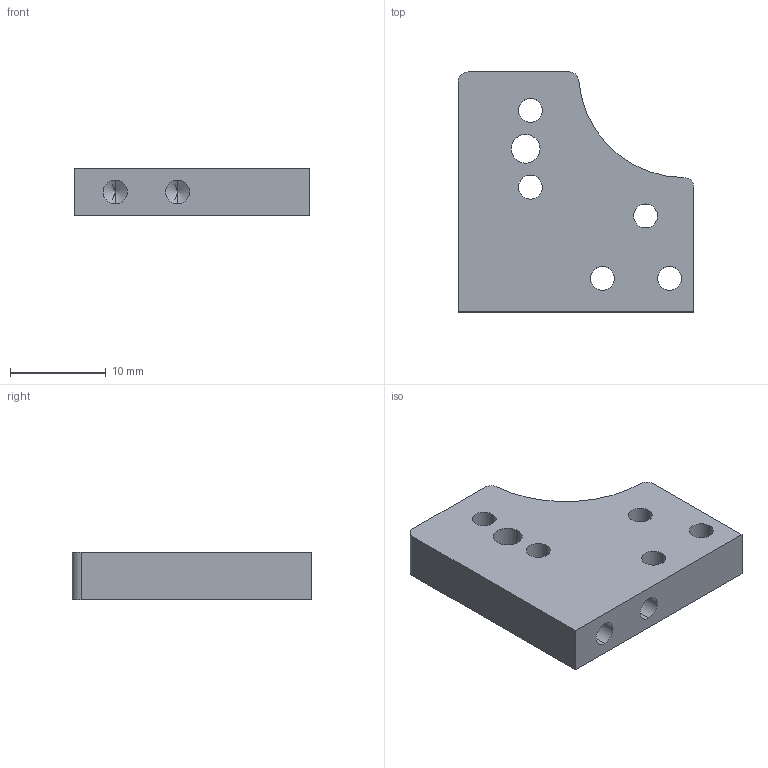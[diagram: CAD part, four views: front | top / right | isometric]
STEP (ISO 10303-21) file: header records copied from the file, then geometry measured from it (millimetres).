
FILE_DESCRIPTION (( 'STEP AP203' ), '1' );
FILE_NAME ('31_Static FrontChip.STEP', '2024-05-02T08:13:44', ( '' ), ( '' ), 'SwSTEP 2.0', 'SolidWorks 2023', '' );
FILE_SCHEMA (( 'CONFIG_CONTROL_DESIGN' ));
Length unit declared in the file: millimetre
Products named in the file (1): 31_Static FrontChip
Bounding box: 24.5 x 25 x 5 mm (x, y, z)
Volume: 2329.5 mm3; surface area: 1721.6 mm2
Topology: 1 solids, 1 shells, 30 faces, 80 edges, 50 vertices
Faces by surface type: cylinder 20, plane 6, cone 4
Entity records: 1025 total; most frequent: DIRECTION 178, CARTESIAN_POINT 157, ORIENTED_EDGE 152, EDGE_CURVE 76, AXIS2_PLACEMENT_3D 71, VERTEX_POINT 50, EDGE_LOOP 44, CIRCLE 40
